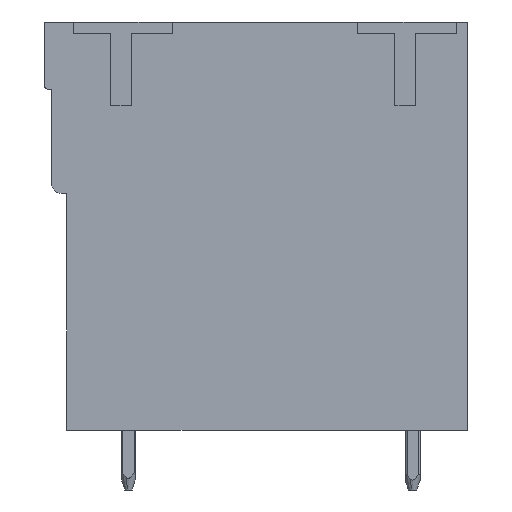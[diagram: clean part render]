
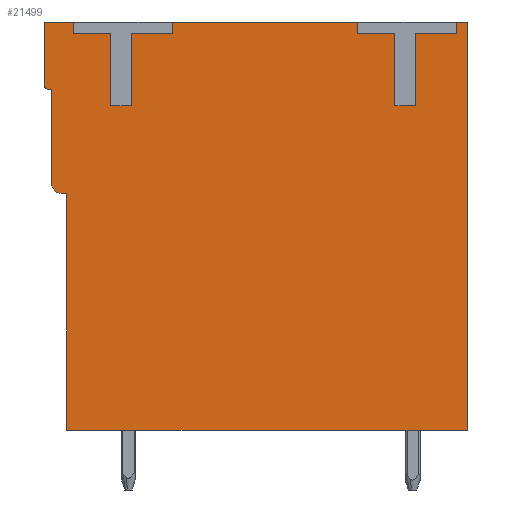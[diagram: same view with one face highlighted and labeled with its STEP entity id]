
A CAD part, left-side view. The second image highlights one B-rep face of the part: STEP entity #21499.
In plain terms, the highlighted planar face has unit normal (-1, 0, 0).
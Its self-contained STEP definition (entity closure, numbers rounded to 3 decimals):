
#19731=AXIS2_PLACEMENT_3D('Circle Axis2P3D',#19729,#19730,$) ;
#19803=AXIS2_PLACEMENT_3D('Circle Axis2P3D',#19801,#19802,$) ;
#21457=AXIS2_PLACEMENT_3D('Plane Axis2P3D',#21454,#21455,#21456) ;
#458=CARTESIAN_POINT('Vertex',(0.3,21.5,3.2)) ;
#461=CARTESIAN_POINT('Line Origine',(0.3,21.5,9.55)) ;
#465=CARTESIAN_POINT('Vertex',(0.3,21.5,15.9)) ;
#18003=CARTESIAN_POINT('Vertex',(0.3,5.9,25.1)) ;
#18006=CARTESIAN_POINT('Line Origine',(0.3,5.9,24.8)) ;
#18010=CARTESIAN_POINT('Vertex',(0.3,5.9,24.5)) ;
#18025=CARTESIAN_POINT('Line Origine',(0.3,4.9,24.5)) ;
#18029=CARTESIAN_POINT('Vertex',(0.3,3.9,24.5)) ;
#18044=CARTESIAN_POINT('Line Origine',(0.3,3.9,22.55)) ;
#18048=CARTESIAN_POINT('Vertex',(0.3,3.9,20.6)) ;
#18063=CARTESIAN_POINT('Line Origine',(0.3,3.35,20.6)) ;
#18067=CARTESIAN_POINT('Vertex',(0.3,2.8,20.6)) ;
#18082=CARTESIAN_POINT('Line Origine',(0.3,2.8,22.55)) ;
#18086=CARTESIAN_POINT('Vertex',(0.3,2.8,24.5)) ;
#18101=CARTESIAN_POINT('Line Origine',(0.3,1.7,24.5)) ;
#18105=CARTESIAN_POINT('Vertex',(0.3,0.6,24.5)) ;
#18120=CARTESIAN_POINT('Line Origine',(0.3,0.6,24.8)) ;
#18124=CARTESIAN_POINT('Vertex',(0.3,0.6,25.1)) ;
#18143=CARTESIAN_POINT('Vertex',(0.3,21.14,25.1)) ;
#18146=CARTESIAN_POINT('Line Origine',(0.3,21.14,24.8)) ;
#18150=CARTESIAN_POINT('Vertex',(0.3,21.14,24.5)) ;
#18165=CARTESIAN_POINT('Line Origine',(0.3,20.14,24.5)) ;
#18169=CARTESIAN_POINT('Vertex',(0.3,19.14,24.5)) ;
#18184=CARTESIAN_POINT('Line Origine',(0.3,19.14,22.55)) ;
#18188=CARTESIAN_POINT('Vertex',(0.3,19.14,20.6)) ;
#18203=CARTESIAN_POINT('Line Origine',(0.3,18.59,20.6)) ;
#18207=CARTESIAN_POINT('Vertex',(0.3,18.04,20.6)) ;
#18222=CARTESIAN_POINT('Line Origine',(0.3,18.04,22.55)) ;
#18226=CARTESIAN_POINT('Vertex',(0.3,18.04,24.5)) ;
#18241=CARTESIAN_POINT('Line Origine',(0.3,16.94,24.5)) ;
#18245=CARTESIAN_POINT('Vertex',(0.3,15.84,24.5)) ;
#18260=CARTESIAN_POINT('Line Origine',(0.3,15.84,24.8)) ;
#18264=CARTESIAN_POINT('Vertex',(0.3,15.84,25.1)) ;
#19705=CARTESIAN_POINT('Line Origine',(0.3,21.65,15.9)) ;
#19709=CARTESIAN_POINT('Vertex',(0.3,21.8,15.9)) ;
#19729=CARTESIAN_POINT('Axis2P3D Location',(0.3,21.8,16.4)) ;
#19733=CARTESIAN_POINT('Vertex',(0.3,22.3,16.4)) ;
#19753=CARTESIAN_POINT('Line Origine',(0.3,22.3,18.95)) ;
#19757=CARTESIAN_POINT('Vertex',(0.3,22.3,21.5)) ;
#19777=CARTESIAN_POINT('Line Origine',(0.3,22.4,21.5)) ;
#19781=CARTESIAN_POINT('Vertex',(0.3,22.5,21.5)) ;
#19801=CARTESIAN_POINT('Axis2P3D Location',(0.3,22.5,21.7)) ;
#19805=CARTESIAN_POINT('Vertex',(0.3,22.7,21.7)) ;
#19825=CARTESIAN_POINT('Line Origine',(0.3,22.7,23.4)) ;
#19829=CARTESIAN_POINT('Vertex',(0.3,22.7,25.1)) ;
#19849=CARTESIAN_POINT('Line Origine',(0.3,10.87,25.1)) ;
#19854=CARTESIAN_POINT('Line Origine',(0.3,0.3,25.1)) ;
#19858=CARTESIAN_POINT('Vertex',(0.3,0.,25.1)) ;
#19866=CARTESIAN_POINT('Line Origine',(0.3,21.92,25.1)) ;
#21454=CARTESIAN_POINT('Axis2P3D Location',(0.3,0.,0.)) ;
#21459=CARTESIAN_POINT('Line Origine',(0.3,10.75,3.2)) ;
#21463=CARTESIAN_POINT('Vertex',(0.3,0.,3.2)) ;
#21466=CARTESIAN_POINT('Line Origine',(0.3,0.,14.15)) ;
#462=DIRECTION('Vector Direction',(0.,0.,1.)) ;
#18007=DIRECTION('Vector Direction',(0.,0.,1.)) ;
#18026=DIRECTION('Vector Direction',(0.,1.,0.)) ;
#18045=DIRECTION('Vector Direction',(0.,0.,1.)) ;
#18064=DIRECTION('Vector Direction',(0.,1.,0.)) ;
#18083=DIRECTION('Vector Direction',(0.,0.,-1.)) ;
#18102=DIRECTION('Vector Direction',(0.,1.,0.)) ;
#18121=DIRECTION('Vector Direction',(0.,0.,-1.)) ;
#18147=DIRECTION('Vector Direction',(0.,0.,1.)) ;
#18166=DIRECTION('Vector Direction',(0.,1.,0.)) ;
#18185=DIRECTION('Vector Direction',(0.,0.,1.)) ;
#18204=DIRECTION('Vector Direction',(0.,1.,0.)) ;
#18223=DIRECTION('Vector Direction',(0.,0.,-1.)) ;
#18242=DIRECTION('Vector Direction',(0.,1.,0.)) ;
#18261=DIRECTION('Vector Direction',(0.,0.,-1.)) ;
#19706=DIRECTION('Vector Direction',(0.,1.,0.)) ;
#19730=DIRECTION('Axis2P3D Direction',(-1.,0.,0.)) ;
#19754=DIRECTION('Vector Direction',(0.,0.,1.)) ;
#19778=DIRECTION('Vector Direction',(0.,1.,0.)) ;
#19802=DIRECTION('Axis2P3D Direction',(-1.,0.,0.)) ;
#19826=DIRECTION('Vector Direction',(0.,0.,1.)) ;
#19850=DIRECTION('Vector Direction',(0.,-1.,0.)) ;
#19855=DIRECTION('Vector Direction',(0.,-1.,0.)) ;
#19867=DIRECTION('Vector Direction',(0.,-1.,0.)) ;
#21455=DIRECTION('Axis2P3D Direction',(-1.,0.,0.)) ;
#21456=DIRECTION('Axis2P3D XDirection',(0.,0.,1.)) ;
#21460=DIRECTION('Vector Direction',(0.,1.,0.)) ;
#21467=DIRECTION('Vector Direction',(0.,0.,-1.)) ;
#463=VECTOR('Line Direction',#462,1.) ;
#18008=VECTOR('Line Direction',#18007,1.) ;
#18027=VECTOR('Line Direction',#18026,1.) ;
#18046=VECTOR('Line Direction',#18045,1.) ;
#18065=VECTOR('Line Direction',#18064,1.) ;
#18084=VECTOR('Line Direction',#18083,1.) ;
#18103=VECTOR('Line Direction',#18102,1.) ;
#18122=VECTOR('Line Direction',#18121,1.) ;
#18148=VECTOR('Line Direction',#18147,1.) ;
#18167=VECTOR('Line Direction',#18166,1.) ;
#18186=VECTOR('Line Direction',#18185,1.) ;
#18205=VECTOR('Line Direction',#18204,1.) ;
#18224=VECTOR('Line Direction',#18223,1.) ;
#18243=VECTOR('Line Direction',#18242,1.) ;
#18262=VECTOR('Line Direction',#18261,1.) ;
#19707=VECTOR('Line Direction',#19706,1.) ;
#19755=VECTOR('Line Direction',#19754,1.) ;
#19779=VECTOR('Line Direction',#19778,1.) ;
#19827=VECTOR('Line Direction',#19826,1.) ;
#19851=VECTOR('Line Direction',#19850,1.) ;
#19856=VECTOR('Line Direction',#19855,1.) ;
#19868=VECTOR('Line Direction',#19867,1.) ;
#21461=VECTOR('Line Direction',#21460,1.) ;
#21468=VECTOR('Line Direction',#21467,1.) ;
#21472=ORIENTED_EDGE('',*,*,#19853,.T.) ;
#21473=ORIENTED_EDGE('',*,*,#18266,.F.) ;
#21474=ORIENTED_EDGE('',*,*,#18247,.F.) ;
#21475=ORIENTED_EDGE('',*,*,#18228,.F.) ;
#21476=ORIENTED_EDGE('',*,*,#18209,.F.) ;
#21477=ORIENTED_EDGE('',*,*,#18190,.F.) ;
#21478=ORIENTED_EDGE('',*,*,#18171,.F.) ;
#21479=ORIENTED_EDGE('',*,*,#18152,.F.) ;
#21480=ORIENTED_EDGE('',*,*,#19870,.T.) ;
#21481=ORIENTED_EDGE('',*,*,#19831,.T.) ;
#21482=ORIENTED_EDGE('',*,*,#19807,.T.) ;
#21483=ORIENTED_EDGE('',*,*,#19783,.T.) ;
#21484=ORIENTED_EDGE('',*,*,#19759,.T.) ;
#21485=ORIENTED_EDGE('',*,*,#19735,.T.) ;
#21486=ORIENTED_EDGE('',*,*,#19711,.T.) ;
#21487=ORIENTED_EDGE('',*,*,#467,.T.) ;
#21488=ORIENTED_EDGE('',*,*,#21465,.T.) ;
#21489=ORIENTED_EDGE('',*,*,#21470,.T.) ;
#21490=ORIENTED_EDGE('',*,*,#19860,.T.) ;
#21491=ORIENTED_EDGE('',*,*,#18126,.F.) ;
#21492=ORIENTED_EDGE('',*,*,#18107,.F.) ;
#21493=ORIENTED_EDGE('',*,*,#18088,.F.) ;
#21494=ORIENTED_EDGE('',*,*,#18069,.F.) ;
#21495=ORIENTED_EDGE('',*,*,#18050,.F.) ;
#21496=ORIENTED_EDGE('',*,*,#18031,.F.) ;
#21497=ORIENTED_EDGE('',*,*,#18012,.F.) ;
#21499=ADVANCED_FACE('HOUSING',(#21498),#21458,.T.) ;
#19732=CIRCLE('generated circle',#19731,0.5) ;
#19804=CIRCLE('generated circle',#19803,0.2) ;
#467=EDGE_CURVE('',#466,#459,#464,.F.) ;
#18012=EDGE_CURVE('',#18004,#18011,#18009,.F.) ;
#18031=EDGE_CURVE('',#18011,#18030,#18028,.F.) ;
#18050=EDGE_CURVE('',#18030,#18049,#18047,.F.) ;
#18069=EDGE_CURVE('',#18049,#18068,#18066,.F.) ;
#18088=EDGE_CURVE('',#18068,#18087,#18085,.F.) ;
#18107=EDGE_CURVE('',#18087,#18106,#18104,.F.) ;
#18126=EDGE_CURVE('',#18106,#18125,#18123,.F.) ;
#18152=EDGE_CURVE('',#18144,#18151,#18149,.F.) ;
#18171=EDGE_CURVE('',#18151,#18170,#18168,.F.) ;
#18190=EDGE_CURVE('',#18170,#18189,#18187,.F.) ;
#18209=EDGE_CURVE('',#18189,#18208,#18206,.F.) ;
#18228=EDGE_CURVE('',#18208,#18227,#18225,.F.) ;
#18247=EDGE_CURVE('',#18227,#18246,#18244,.F.) ;
#18266=EDGE_CURVE('',#18246,#18265,#18263,.F.) ;
#19711=EDGE_CURVE('',#19710,#466,#19708,.F.) ;
#19735=EDGE_CURVE('',#19734,#19710,#19732,.T.) ;
#19759=EDGE_CURVE('',#19758,#19734,#19756,.F.) ;
#19783=EDGE_CURVE('',#19782,#19758,#19780,.F.) ;
#19807=EDGE_CURVE('',#19806,#19782,#19804,.T.) ;
#19831=EDGE_CURVE('',#19830,#19806,#19828,.F.) ;
#19853=EDGE_CURVE('',#18004,#18265,#19852,.F.) ;
#19860=EDGE_CURVE('',#19859,#18125,#19857,.F.) ;
#19870=EDGE_CURVE('',#18144,#19830,#19869,.F.) ;
#21465=EDGE_CURVE('',#459,#21464,#21462,.F.) ;
#21470=EDGE_CURVE('',#21464,#19859,#21469,.F.) ;
#21471=EDGE_LOOP('',(#21472,#21473,#21474,#21475,#21476,#21477,#21478,#21479,#21480,#21481,#21482,#21483,#21484,#21485,#21486,#21487,#21488,#21489,#21490,#21491,#21492,#21493,#21494,#21495,#21496,#21497)) ;
#21498=FACE_OUTER_BOUND('',#21471,.T.) ;
#464=LINE('Line',#461,#463) ;
#18009=LINE('Line',#18006,#18008) ;
#18028=LINE('Line',#18025,#18027) ;
#18047=LINE('Line',#18044,#18046) ;
#18066=LINE('Line',#18063,#18065) ;
#18085=LINE('Line',#18082,#18084) ;
#18104=LINE('Line',#18101,#18103) ;
#18123=LINE('Line',#18120,#18122) ;
#18149=LINE('Line',#18146,#18148) ;
#18168=LINE('Line',#18165,#18167) ;
#18187=LINE('Line',#18184,#18186) ;
#18206=LINE('Line',#18203,#18205) ;
#18225=LINE('Line',#18222,#18224) ;
#18244=LINE('Line',#18241,#18243) ;
#18263=LINE('Line',#18260,#18262) ;
#19708=LINE('Line',#19705,#19707) ;
#19756=LINE('Line',#19753,#19755) ;
#19780=LINE('Line',#19777,#19779) ;
#19828=LINE('Line',#19825,#19827) ;
#19852=LINE('Line',#19849,#19851) ;
#19857=LINE('Line',#19854,#19856) ;
#19869=LINE('Line',#19866,#19868) ;
#21462=LINE('Line',#21459,#21461) ;
#21469=LINE('Line',#21466,#21468) ;
#21458=PLANE('',#21457) ;
#459=VERTEX_POINT('',#458) ;
#466=VERTEX_POINT('',#465) ;
#18004=VERTEX_POINT('',#18003) ;
#18011=VERTEX_POINT('',#18010) ;
#18030=VERTEX_POINT('',#18029) ;
#18049=VERTEX_POINT('',#18048) ;
#18068=VERTEX_POINT('',#18067) ;
#18087=VERTEX_POINT('',#18086) ;
#18106=VERTEX_POINT('',#18105) ;
#18125=VERTEX_POINT('',#18124) ;
#18144=VERTEX_POINT('',#18143) ;
#18151=VERTEX_POINT('',#18150) ;
#18170=VERTEX_POINT('',#18169) ;
#18189=VERTEX_POINT('',#18188) ;
#18208=VERTEX_POINT('',#18207) ;
#18227=VERTEX_POINT('',#18226) ;
#18246=VERTEX_POINT('',#18245) ;
#18265=VERTEX_POINT('',#18264) ;
#19710=VERTEX_POINT('',#19709) ;
#19734=VERTEX_POINT('',#19733) ;
#19758=VERTEX_POINT('',#19757) ;
#19782=VERTEX_POINT('',#19781) ;
#19806=VERTEX_POINT('',#19805) ;
#19830=VERTEX_POINT('',#19829) ;
#19859=VERTEX_POINT('',#19858) ;
#21464=VERTEX_POINT('',#21463) ;
